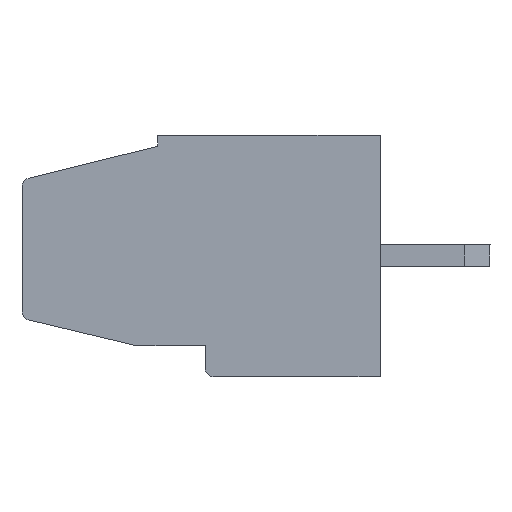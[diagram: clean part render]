
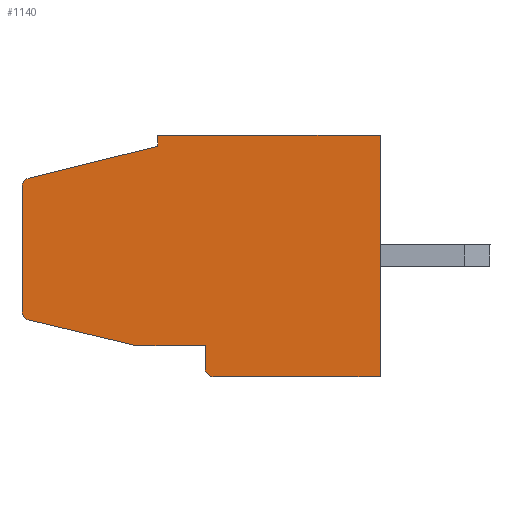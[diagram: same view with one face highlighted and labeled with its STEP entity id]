
A CAD part, left-side view. The second image highlights one B-rep face of the part: STEP entity #1140.
In plain terms, the highlighted planar face has unit normal (-1, 0, 0).
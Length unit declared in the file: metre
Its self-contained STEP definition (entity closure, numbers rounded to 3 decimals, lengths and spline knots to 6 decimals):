
#1140=ADVANCED_FACE('',(#2360),#2361,.F.);
#2360=FACE_OUTER_BOUND('',#3597,.T.);
#2361=PLANE('',#3598);
#3597=EDGE_LOOP('',(#6978,#6979,#6980,#6981,#6982,#6983,#6984,#6985,#6986,#6987,#6988,#6989));
#3598=AXIS2_PLACEMENT_3D('',#6990,#6991,#6992);
#6978=ORIENTED_EDGE('',*,*,#8441,.T.);
#6979=ORIENTED_EDGE('',*,*,#8446,.T.);
#6980=ORIENTED_EDGE('',*,*,#7234,.T.);
#6981=ORIENTED_EDGE('',*,*,#7241,.T.);
#6982=ORIENTED_EDGE('',*,*,#8450,.T.);
#6983=ORIENTED_EDGE('',*,*,#8481,.T.);
#6984=ORIENTED_EDGE('',*,*,#8475,.T.);
#6985=ORIENTED_EDGE('',*,*,#8465,.T.);
#6986=ORIENTED_EDGE('',*,*,#8461,.F.);
#6987=ORIENTED_EDGE('',*,*,#8467,.T.);
#6988=ORIENTED_EDGE('',*,*,#8456,.T.);
#6989=ORIENTED_EDGE('',*,*,#8458,.T.);
#6990=CARTESIAN_POINT('',(0.04,0.009195,0.01));
#6991=DIRECTION('',(1.0,0.0,0.0));
#6992=DIRECTION('',(0.0,1.0,0.0));
#7234=EDGE_CURVE('',#8640,#8641,#8642,.T.);
#7241=EDGE_CURVE('',#8641,#8651,#8652,.F.);
#8441=EDGE_CURVE('',#10430,#10432,#10434,.T.);
#8446=EDGE_CURVE('',#10432,#8640,#10439,.T.);
#8450=EDGE_CURVE('',#8651,#10442,#10444,.T.);
#8456=EDGE_CURVE('',#10449,#10451,#10453,.T.);
#8458=EDGE_CURVE('',#10451,#10430,#10455,.F.);
#8461=EDGE_CURVE('',#10457,#10459,#10460,.T.);
#8465=EDGE_CURVE('',#10463,#10459,#10465,.T.);
#8467=EDGE_CURVE('',#10457,#10449,#10467,.F.);
#8475=EDGE_CURVE('',#10478,#10463,#10480,.T.);
#8481=EDGE_CURVE('',#10442,#10478,#10490,.T.);
#8640=VERTEX_POINT('',#10703);
#8641=VERTEX_POINT('',#10704);
#8642=LINE('',#10705,#10706);
#8651=VERTEX_POINT('',#10717);
#8652=CIRCLE('',#10718,0.0003);
#10430=VERTEX_POINT('',#13254);
#10432=VERTEX_POINT('',#13257);
#10434=LINE('',#13260,#13261);
#10439=LINE('',#13269,#13270);
#10442=VERTEX_POINT('',#13274);
#10444=LINE('',#13277,#13278);
#10449=VERTEX_POINT('',#13284);
#10451=VERTEX_POINT('',#13287);
#10453=LINE('',#13290,#13291);
#10455=CIRCLE('',#13293,0.0003);
#10457=VERTEX_POINT('',#13295);
#10459=VERTEX_POINT('',#13298);
#10460=LINE('',#13299,#13300);
#10463=VERTEX_POINT('',#13304);
#10465=LINE('',#13307,#13308);
#10467=CIRCLE('',#13310,0.000306);
#10478=VERTEX_POINT('',#13326);
#10480=LINE('',#13329,#13330);
#10490=LINE('',#13344,#13345);
#10703=CARTESIAN_POINT('',(0.04,0.006449,0.002252));
#10704=CARTESIAN_POINT('',(0.04,0.006449,0.001402));
#10705=CARTESIAN_POINT('',(0.04,0.006449,0.002252));
#10706=VECTOR('',#13540,1.0);
#10717=CARTESIAN_POINT('',(0.04,0.006149,0.001102));
#10718=AXIS2_PLACEMENT_3D('',#13549,#13550,#13551);
#13254=CARTESIAN_POINT('',(0.04,0.012969,0.003197));
#13257=CARTESIAN_POINT('',(0.04,0.008999,0.002252));
#13260=CARTESIAN_POINT('',(0.04,0.012969,0.003197));
#13261=VECTOR('',#14612,1.0);
#13269=CARTESIAN_POINT('',(0.04,0.008999,0.002252));
#13270=VECTOR('',#14616,1.0);
#13274=CARTESIAN_POINT('',(0.04,0.0,0.001102));
#13277=CARTESIAN_POINT('',(0.04,0.,0.001102));
#13278=VECTOR('',#14619,1.0);
#13284=CARTESIAN_POINT('',(0.04,0.013199,0.008112));
#13287=CARTESIAN_POINT('',(0.04,0.013199,0.003489));
#13290=CARTESIAN_POINT('',(0.04,0.013199,0.008123));
#13291=VECTOR('',#14626,1.0);
#13293=AXIS2_PLACEMENT_3D('',#14627,#14628,#14629);
#13295=CARTESIAN_POINT('',(0.04,0.012967,0.008409));
#13298=CARTESIAN_POINT('',(0.04,0.008197,0.009596));
#13299=CARTESIAN_POINT('',(0.04,0.013222,0.008346));
#13300=VECTOR('',#14631,1.0);
#13304=CARTESIAN_POINT('',(0.04,0.008197,0.01));
#13307=CARTESIAN_POINT('',(0.04,0.008197,0.010002));
#13308=VECTOR('',#14634,1.0);
#13310=AXIS2_PLACEMENT_3D('',#14635,#14636,#14637);
#13326=CARTESIAN_POINT('',(0.04,0.,0.01));
#13329=CARTESIAN_POINT('',(0.04,-0.000005,0.01));
#13330=VECTOR('',#14644,1.0);
#13344=CARTESIAN_POINT('',(0.04,0.,0.003065));
#13345=VECTOR('',#14649,1.0);
#13540=DIRECTION('',(0.0,0.0,-1.0));
#13549=CARTESIAN_POINT('',(0.04,0.006149,0.001402));
#13550=DIRECTION('',(1.0,0.0,0.0));
#13551=DIRECTION('',(0.0,0.0,-1.0));
#14612=DIRECTION('',(0.0,-0.973,-0.232));
#14616=DIRECTION('',(0.0,-1.0,0.0));
#14619=DIRECTION('',(0.0,-1.0,0.0));
#14626=DIRECTION('',(0.0,0.0,-1.0));
#14627=CARTESIAN_POINT('',(0.04,0.012899,0.003489));
#14628=DIRECTION('',(1.0,0.0,0.0));
#14629=DIRECTION('',(0.0,0.0,-1.0));
#14631=DIRECTION('',(0.0,-0.97,0.241));
#14634=DIRECTION('',(0.0,0.0,-1.0));
#14635=CARTESIAN_POINT('',(0.04,0.012893,0.008112));
#14636=DIRECTION('',(1.0,0.0,0.0));
#14637=DIRECTION('',(0.0,0.0,-1.0));
#14644=DIRECTION('',(0.0,1.0,-0.0));
#14649=DIRECTION('',(-0.0,0.0,1.0));
